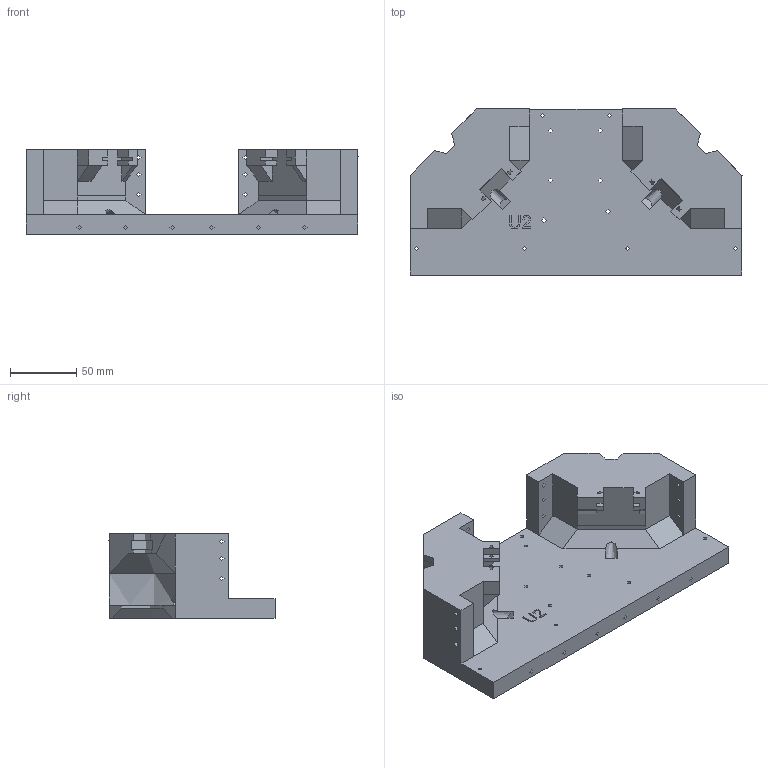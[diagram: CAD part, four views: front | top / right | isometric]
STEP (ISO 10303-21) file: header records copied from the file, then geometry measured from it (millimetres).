
FILE_DESCRIPTION(/* description */ (''),/* implementation_level */ '2;1');
FILE_NAME(/* name */ 'Upper 1.step',/* time_stamp */ '2025-06-02T09:52:27-04:00',/* author */ (''),/* organization */ (''),/* preprocessor_version */ 'ST-DEVELOPER v20.1',/* originating_system */ 'Autodesk Translation Framework v14.10.0.0',/* authorisation */ '');
FILE_SCHEMA (('AUTOMOTIVE_DESIGN { 1 0 10303 214 3 1 1 }'));
Length unit declared in the file: millimetre
Products named in the file (1): half 1
Bounding box: 250 x 125 x 64 mm (x, y, z)
Volume: 675296.1 mm3
Topology: 5 solids, 17 shells, 295 faces, 805 edges, 534 vertices
Faces by surface type: plane 208, cylinder 54, bspline 29, cone 4
Full cylindrical faces by diameter (mm): 3 x4, 3.2 x26, 9 x2
Entity records: 9864 total; most frequent: CARTESIAN_POINT 2232, ORIENTED_EDGE 1634, DIRECTION 1403, EDGE_CURVE 817, LINE 629, VECTOR 629, VERTEX_POINT 538, AXIS2_PLACEMENT_3D 387
